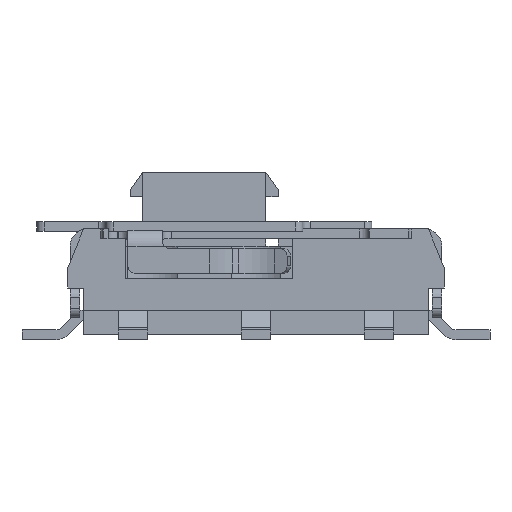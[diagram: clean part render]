
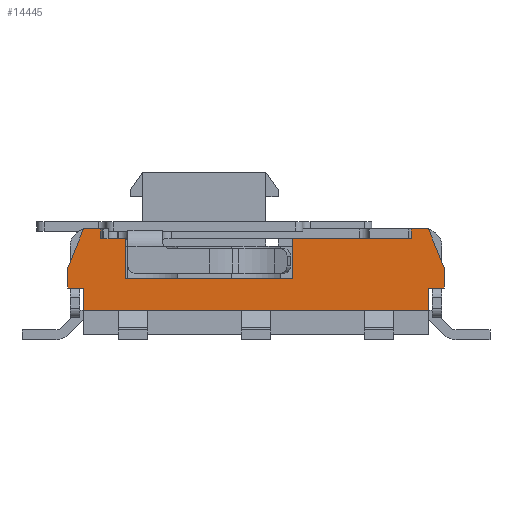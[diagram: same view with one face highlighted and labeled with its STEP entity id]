
A CAD part, left-side view. The second image highlights one B-rep face of the part: STEP entity #14445.
In plain terms, the highlighted planar face has unit normal (-1, 0, 0).
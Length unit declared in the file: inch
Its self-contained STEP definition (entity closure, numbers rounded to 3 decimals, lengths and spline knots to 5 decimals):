
#4888=CARTESIAN_POINT('',(-0.10827,-0.02953,0.04528));
#4889=VERTEX_POINT('',#4888);
#4896=CARTESIAN_POINT('',(-0.10827,-0.02953,0.07677));
#4897=VERTEX_POINT('',#4896);
#4898=CARTESIAN_POINT('',(-0.10827,-0.02953,0.07677));
#4899=DIRECTION('',(0.0,0.0,-1.0));
#4900=VECTOR('',#4899,0.0315);
#4901=LINE('',#4898,#4900);
#4902=EDGE_CURVE('',#4897,#4889,#4901,.T.);
#5068=CARTESIAN_POINT('',(-0.10827,0.10433,0.04528));
#5069=VERTEX_POINT('',#5068);
#5076=CARTESIAN_POINT('',(-0.10827,-0.02953,0.04528));
#5077=DIRECTION('',(0.0,1.0,0.0));
#5078=VECTOR('',#5077,0.13386);
#5079=LINE('',#5076,#5078);
#5080=EDGE_CURVE('',#4889,#5069,#5079,.T.);
#10311=CARTESIAN_POINT('',(-0.10827,0.1378,0.0374));
#10312=VERTEX_POINT('',#10311);
#10319=CARTESIAN_POINT('',(-0.10827,0.15059,0.0374));
#10320=VERTEX_POINT('',#10319);
#10321=CARTESIAN_POINT('',(-0.10827,0.1378,0.0374));
#10322=DIRECTION('',(0.0,1.0,0.0));
#10323=VECTOR('',#10322,0.0128);
#10324=LINE('',#10321,#10323);
#10325=EDGE_CURVE('',#10312,#10320,#10324,.T.);
#10355=CARTESIAN_POINT('',(-0.10827,-0.12402,0.07677));
#10356=VERTEX_POINT('',#10355);
#10357=CARTESIAN_POINT('',(-0.10827,-0.12402,0.07677));
#10358=DIRECTION('',(0.0,1.0,0.0));
#10359=VECTOR('',#10358,0.09449);
#10360=LINE('',#10357,#10359);
#10361=EDGE_CURVE('',#10356,#4897,#10360,.T.);
#13116=CARTESIAN_POINT('',(-0.10827,-0.1378,0.01969));
#13117=VERTEX_POINT('',#13116);
#13124=CARTESIAN_POINT('',(-0.10827,0.1378,0.01969));
#13125=VERTEX_POINT('',#13124);
#13126=CARTESIAN_POINT('',(-0.10827,0.1378,0.01969));
#13127=DIRECTION('',(0.0,-1.0,0.0));
#13128=VECTOR('',#13127,0.27559);
#13129=LINE('',#13126,#13128);
#13130=EDGE_CURVE('',#13125,#13117,#13129,.T.);
#13676=CARTESIAN_POINT('',(-0.10827,0.1378,0.01969));
#13677=DIRECTION('',(0.0,0.0,1.0));
#13678=VECTOR('',#13677,0.01772);
#13679=LINE('',#13676,#13678);
#13680=EDGE_CURVE('',#13125,#10312,#13679,.T.);
#13747=CARTESIAN_POINT('',(-0.10827,0.1378,0.08465));
#13748=VERTEX_POINT('',#13747);
#13755=CARTESIAN_POINT('',(-0.10827,0.12402,0.08465));
#13756=VERTEX_POINT('',#13755);
#13757=CARTESIAN_POINT('',(-0.10827,0.12402,0.08465));
#13758=DIRECTION('',(0.0,1.0,0.0));
#13759=VECTOR('',#13758,0.01378);
#13760=LINE('',#13757,#13759);
#13761=EDGE_CURVE('',#13756,#13748,#13760,.T.);
#13938=CARTESIAN_POINT('',(-0.10827,-0.12402,0.08465));
#13939=VERTEX_POINT('',#13938);
#13940=CARTESIAN_POINT('',(-0.10827,-0.12402,0.08465));
#13941=DIRECTION('',(0.0,0.0,-1.0));
#13942=VECTOR('',#13941,0.00787);
#13943=LINE('',#13940,#13942);
#13944=EDGE_CURVE('',#13939,#10356,#13943,.T.);
#13979=CARTESIAN_POINT('',(-0.10827,0.12402,0.07677));
#13980=VERTEX_POINT('',#13979);
#13987=CARTESIAN_POINT('',(-0.10827,0.10433,0.07677));
#13988=VERTEX_POINT('',#13987);
#13989=CARTESIAN_POINT('',(-0.10827,0.10433,0.07677));
#13990=DIRECTION('',(0.0,1.0,0.0));
#13991=VECTOR('',#13990,0.01969);
#13992=LINE('',#13989,#13991);
#13993=EDGE_CURVE('',#13988,#13980,#13992,.T.);
#14020=CARTESIAN_POINT('',(-0.10827,0.10433,0.04528));
#14021=DIRECTION('',(0.0,0.0,1.0));
#14022=VECTOR('',#14021,0.0315);
#14023=LINE('',#14020,#14022);
#14024=EDGE_CURVE('',#5069,#13988,#14023,.T.);
#14038=CARTESIAN_POINT('',(-0.10827,-0.1378,0.08465));
#14039=VERTEX_POINT('',#14038);
#14040=CARTESIAN_POINT('',(-0.10827,-0.1378,0.08465));
#14041=DIRECTION('',(0.0,1.0,0.0));
#14042=VECTOR('',#14041,0.01378);
#14043=LINE('',#14040,#14042);
#14044=EDGE_CURVE('',#14039,#13939,#14043,.T.);
#14134=CARTESIAN_POINT('',(-0.10827,0.12402,0.07677));
#14135=DIRECTION('',(0.0,0.0,1.0));
#14136=VECTOR('',#14135,0.00787);
#14137=LINE('',#14134,#14136);
#14138=EDGE_CURVE('',#13980,#13756,#14137,.T.);
#14195=CARTESIAN_POINT('',(-0.10827,0.15059,0.05315));
#14196=VERTEX_POINT('',#14195);
#14203=CARTESIAN_POINT('',(-0.10827,0.15059,0.05315));
#14204=DIRECTION('',(0.0,-0.376,0.926));
#14205=VECTOR('',#14204,0.034);
#14206=LINE('',#14203,#14205);
#14207=EDGE_CURVE('',#14196,#13748,#14206,.T.);
#14241=CARTESIAN_POINT('',(-0.10827,0.15059,0.0374));
#14242=DIRECTION('',(0.0,0.0,1.0));
#14243=VECTOR('',#14242,0.01575);
#14244=LINE('',#14241,#14243);
#14245=EDGE_CURVE('',#10320,#14196,#14244,.T.);
#14259=CARTESIAN_POINT('',(-0.10827,-0.1378,0.0374));
#14260=VERTEX_POINT('',#14259);
#14267=CARTESIAN_POINT('',(-0.10827,-0.1378,0.01969));
#14268=DIRECTION('',(0.0,0.0,1.0));
#14269=VECTOR('',#14268,0.01772);
#14270=LINE('',#14267,#14269);
#14271=EDGE_CURVE('',#13117,#14260,#14270,.T.);
#14300=CARTESIAN_POINT('',(-0.10827,-0.15059,0.0374));
#14301=VERTEX_POINT('',#14300);
#14308=CARTESIAN_POINT('',(-0.10827,-0.15059,0.0374));
#14309=DIRECTION('',(0.0,1.0,0.0));
#14310=VECTOR('',#14309,0.0128);
#14311=LINE('',#14308,#14310);
#14312=EDGE_CURVE('',#14301,#14260,#14311,.T.);
#14344=CARTESIAN_POINT('',(-0.10827,-0.15059,0.05315));
#14345=VERTEX_POINT('',#14344);
#14352=CARTESIAN_POINT('',(-0.10827,-0.15059,0.05315));
#14353=DIRECTION('',(0.0,0.0,-1.0));
#14354=VECTOR('',#14353,0.01575);
#14355=LINE('',#14352,#14354);
#14356=EDGE_CURVE('',#14345,#14301,#14355,.T.);
#14381=CARTESIAN_POINT('',(-0.10827,-0.1378,0.08465));
#14382=DIRECTION('',(0.0,-0.376,-0.926));
#14383=VECTOR('',#14382,0.034);
#14384=LINE('',#14381,#14383);
#14385=EDGE_CURVE('',#14039,#14345,#14384,.T.);
#14420=CARTESIAN_POINT('',(-0.10827,-0.16565,0.01644));
#14421=DIRECTION('',(-1.0,0.0,0.0));
#14422=DIRECTION('',(0.0,0.0,1.0));
#14423=AXIS2_PLACEMENT_3D('',#14420,#14421,#14422);
#14424=PLANE('',#14423);
#14425=ORIENTED_EDGE('',*,*,#13130,.T.);
#14426=ORIENTED_EDGE('',*,*,#14271,.T.);
#14427=ORIENTED_EDGE('',*,*,#14312,.F.);
#14428=ORIENTED_EDGE('',*,*,#14356,.F.);
#14429=ORIENTED_EDGE('',*,*,#14385,.F.);
#14430=ORIENTED_EDGE('',*,*,#14044,.T.);
#14431=ORIENTED_EDGE('',*,*,#13944,.T.);
#14432=ORIENTED_EDGE('',*,*,#10361,.T.);
#14433=ORIENTED_EDGE('',*,*,#4902,.T.);
#14434=ORIENTED_EDGE('',*,*,#5080,.T.);
#14435=ORIENTED_EDGE('',*,*,#14024,.T.);
#14436=ORIENTED_EDGE('',*,*,#13993,.T.);
#14437=ORIENTED_EDGE('',*,*,#14138,.T.);
#14438=ORIENTED_EDGE('',*,*,#13761,.T.);
#14439=ORIENTED_EDGE('',*,*,#14207,.F.);
#14440=ORIENTED_EDGE('',*,*,#14245,.F.);
#14441=ORIENTED_EDGE('',*,*,#10325,.F.);
#14442=ORIENTED_EDGE('',*,*,#13680,.F.);
#14443=EDGE_LOOP('',(#14425,#14426,#14427,#14428,#14429,#14430,#14431,#14432,#14433,#14434,#14435,#14436,#14437,#14438,#14439,#14440,#14441,#14442));
#14444=FACE_OUTER_BOUND('',#14443,.T.);
#14445=ADVANCED_FACE('',(#14444),#14424,.T.);
